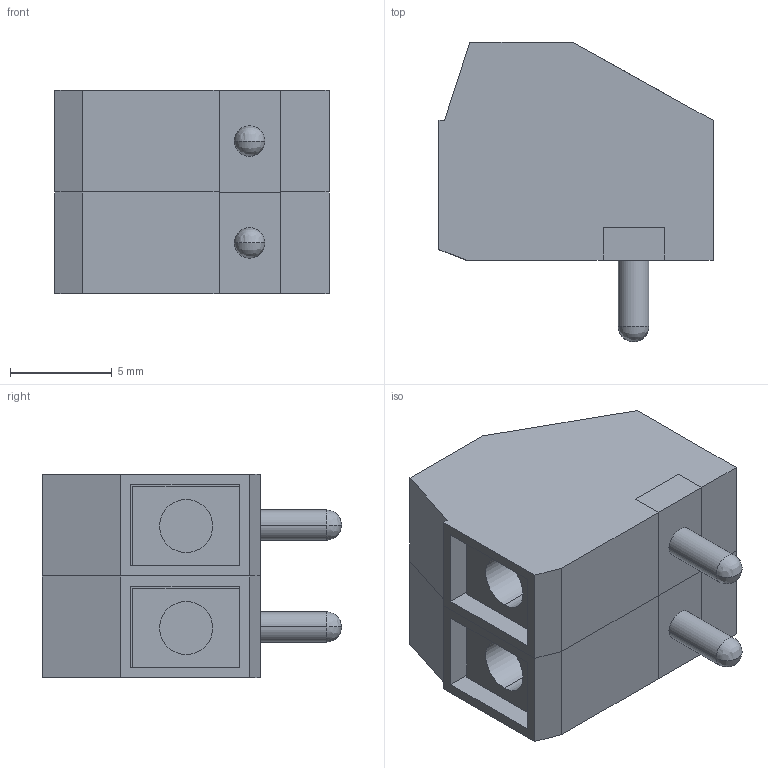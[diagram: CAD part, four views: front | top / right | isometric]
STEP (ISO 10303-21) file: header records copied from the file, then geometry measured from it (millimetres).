
FILE_DESCRIPTION (( 'STEP AP214' ), '1' );
FILE_NAME ('User Library-Bornera2.STEP', '2017-10-12T19:11:30', ( 'Windows User' ), ( '' ), 'SwSTEP 2.0', 'SolidWorks 2017', '' );
FILE_SCHEMA (( 'AUTOMOTIVE_DESIGN' ));
Length unit declared in the file: millimetre
Products named in the file (7): User Library-Bornera2; User Library-Bornera2_Bornera1; User Library-Bornera2_Prisionero; User Library-Bornera2_Tornillo; User Library-Bornera2_Pin; User Library-Bornera2_Base_base; User Library-Bornera2_Base1
Assembly tree (7 placements, depth 3):
  User Library-Bornera2
    User Library-Bornera2_Bornera1  x2
      User Library-Bornera2_Base1
      User Library-Bornera2_Base_base
      User Library-Bornera2_Pin
      User Library-Bornera2_Tornillo
      User Library-Bornera2_Prisionero
Bounding box: 13.45 x 14.7 x 10 mm (x, y, z)
Volume: 1049.9 mm3; surface area: 2058.1 mm2
Topology: 10 solids, 10 shells, 136 faces, 324 edges, 204 vertices
Faces by surface type: plane 94, cylinder 36, bspline 6
Entity records: 2984 total; most frequent: CARTESIAN_POINT 400, DIRECTION 341, ORIENTED_EDGE 312, EDGE_CURVE 156, AXIS2_PLACEMENT_3D 115, VECTOR 111, LINE 111, VERTEX_POINT 102
